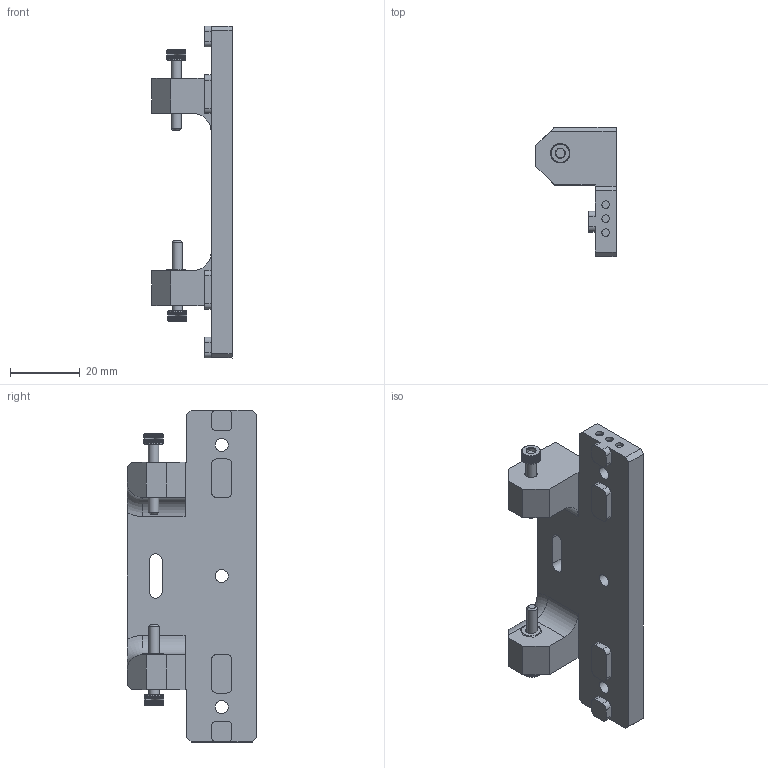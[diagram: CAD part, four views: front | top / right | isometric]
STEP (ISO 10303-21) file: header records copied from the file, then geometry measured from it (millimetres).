
FILE_DESCRIPTION(/* description */ (''),/* implementation_level */ '2;1');
FILE_NAME(/* name */ 'Gantry micro adjust.step',/* time_stamp */ '2025-07-01T20:04:57-07:00',/* author */ (''),/* organization */ (''),/* preprocessor_version */ 'ST-DEVELOPER v20.1',/* originating_system */ 'Autodesk Translation Framework v14.10.0.0',/* authorisation */ '');
FILE_SCHEMA (('AUTOMOTIVE_DESIGN { 1 0 10303 214 3 1 1 }'));
Length unit declared in the file: millimetre
Products named in the file (6): Gantry micro adjust; 90592A085_NO THREADS_Steel Hex Nut; 91290A123_NO THREADS_Black-Oxide Alloy Steel Socket Head Screw; 90592A085_NO THREADS_Steel Hex Nut(Mirror); 91290A123_NO THREADS_Black-Oxide Alloy Steel Socket Head Screw(Mirror
); Component6
Assembly tree (5 placements, depth 2):
  Gantry micro adjust
    90592A085_NO THREADS_Steel Hex Nut
    91290A123_NO THREADS_Black-Oxide Alloy Steel Socket Head Screw
    90592A085_NO THREADS_Steel Hex Nut(Mirror)
    91290A123_NO THREADS_Black-Oxide Alloy Steel Socket Head Screw(Mirror
)
    Component6
Bounding box: 23 x 37 x 95 mm (x, y, z)
Volume: 23244.9 mm3; surface area: 10648.2 mm2
Topology: 5 solids, 5 shells, 1579 faces, 3578 edges, 2368 vertices
Faces by surface type: plane 1499, cone 42, cylinder 36, torus 2
Full cylindrical faces by diameter (mm): 2.176 x3, 3 x4, 3.5 x2, 3.7 x3, 5.5 x2
Entity records: 44147 total; most frequent: CARTESIAN_POINT 7674, DIRECTION 7520, ORIENTED_EDGE 7156, EDGE_CURVE 3578, LINE 2692, VECTOR 2692, AXIS2_PLACEMENT_3D 2414, VERTEX_POINT 2368
